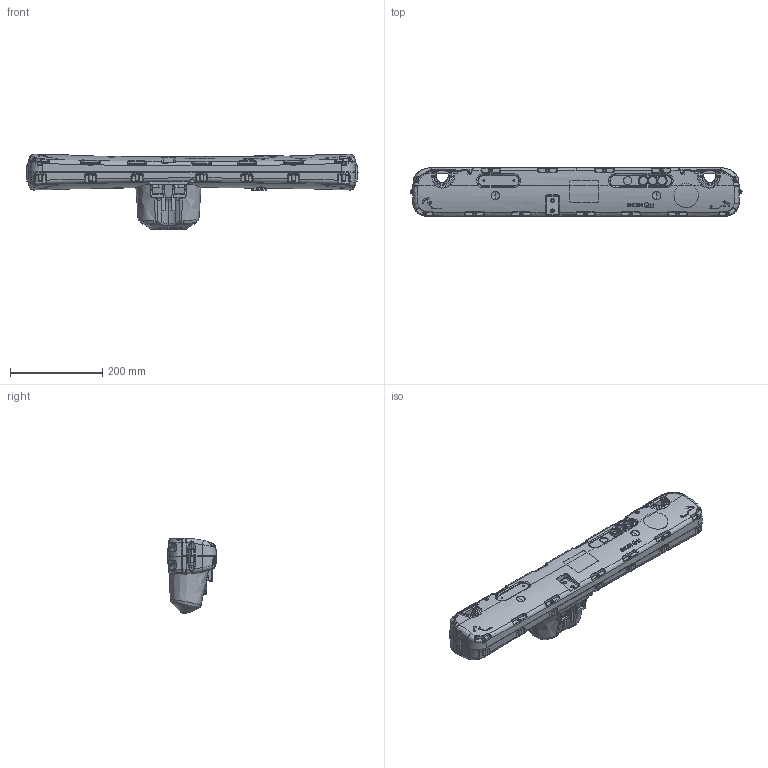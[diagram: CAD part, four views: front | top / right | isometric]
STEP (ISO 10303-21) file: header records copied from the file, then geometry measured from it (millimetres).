
FILE_DESCRIPTION (( 'STEP AP203' ), '1' );
FILE_NAME ('24658 - Okimat 4.STEP', '2022-01-03T10:39:35', ( '' ), ( '' ), 'SwSTEP 2.0', 'SolidWorks 2021', '' );
FILE_SCHEMA (( 'CONFIG_CONTROL_DESIGN' ));
Length unit declared in the file: millimetre
Products named in the file (1): 24658 - Okimat 4
Bounding box: 719.97 x 105.2 x 163.03 mm (x, y, z)
Volume: 5069331.7 mm3; surface area: 366911.8 mm2
Topology: 1 solids, 93 shells, 5196 faces, 12823 edges, 7748 vertices
Faces by surface type: bspline 1990, plane 1209, cylinder 988, cone 472, torus 391, sphere 146
Entity records: 216295 total; most frequent: CARTESIAN_POINT 113660, ORIENTED_EDGE 25380, DIRECTION 16312, EDGE_CURVE 12690, VERTEX_POINT 7748, AXIS2_PLACEMENT_3D 6560, EDGE_LOOP 5280, ADVANCED_FACE 5196
